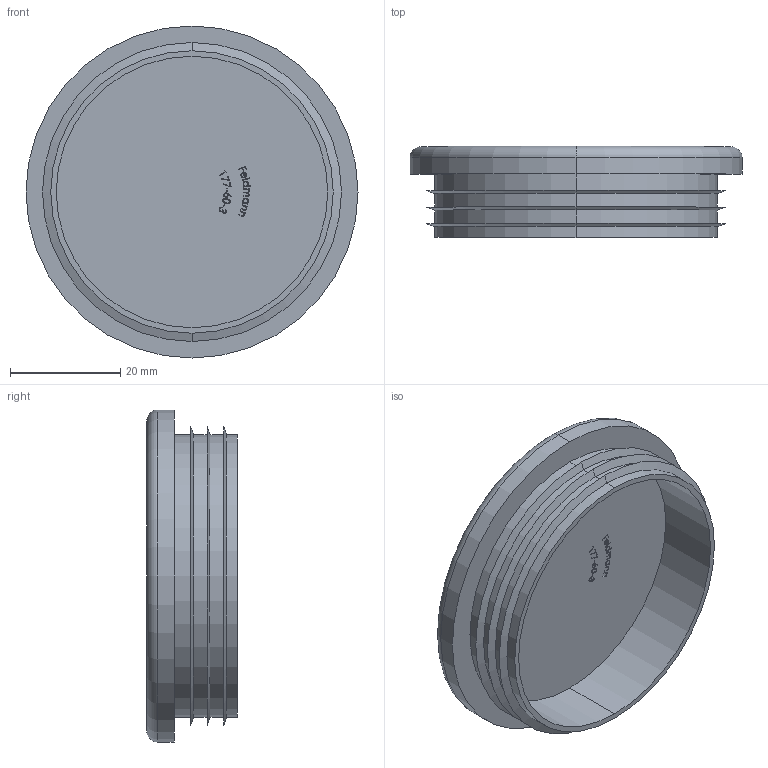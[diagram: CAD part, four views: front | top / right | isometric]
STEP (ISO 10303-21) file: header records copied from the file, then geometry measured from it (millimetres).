
FILE_DESCRIPTION (( 'STEP AP203' ), '1' );
FILE_NAME ('177-60-3.step', '2015-09-17T14:51:07', ( '' ), ( '' ), 'SwSTEP 2.0', 'SolidWorks 2015', '' );
FILE_SCHEMA (( 'CONFIG_CONTROL_DESIGN' ));
Length unit declared in the file: millimetre
Products named in the file (1): 177-60-3
Bounding box: 60.3 x 16.5 x 60.3 mm (x, y, z)
Volume: 16118.4 mm3; surface area: 11460.6 mm2
Topology: 1 solids, 1 shells, 214 faces, 550 edges, 364 vertices
Faces by surface type: plane 114, bspline 80, cylinder 12, cone 6, torus 2
Entity records: 10733 total; most frequent: CARTESIAN_POINT 5961, ORIENTED_EDGE 1100, DIRECTION 694, EDGE_CURVE 550, VERTEX_POINT 364, VECTOR 356, LINE 356, EDGE_LOOP 240
